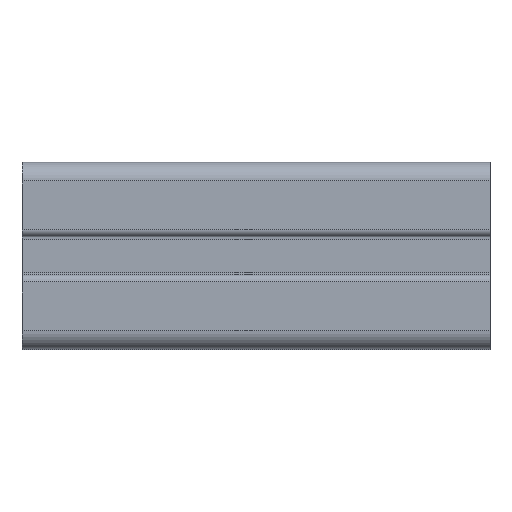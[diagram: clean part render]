
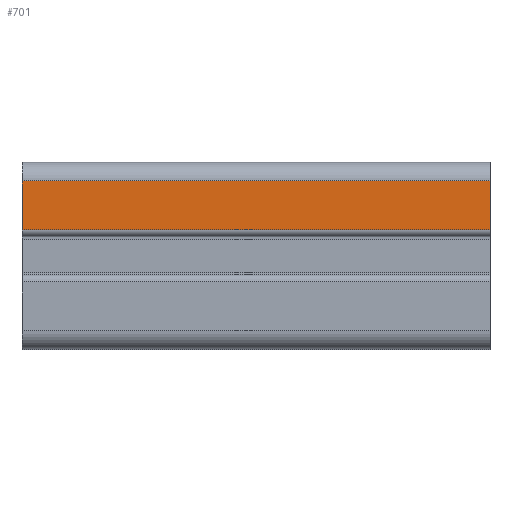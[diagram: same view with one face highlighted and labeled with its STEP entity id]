
A CAD part, top view. The second image highlights one B-rep face of the part: STEP entity #701.
In plain terms, the highlighted planar face has unit normal (0, 0, 1).
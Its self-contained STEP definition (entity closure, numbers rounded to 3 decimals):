
#310 = VECTOR ( 'NONE', #4020, 1000. ) ;
#418 = EDGE_CURVE ( 'NONE', #567, #3900, #4393, .T. ) ;
#454 = CARTESIAN_POINT ( 'NONE',  ( -40.816, 70.898, 20. ) ) ;
#465 = VECTOR ( 'NONE', #2749, 1000. ) ;
#564 = CARTESIAN_POINT ( 'NONE',  ( -40.816, 60.448, 20. ) ) ;
#567 = VERTEX_POINT ( 'NONE', #1760 ) ;
#701 = ADVANCED_FACE ( 'NONE', ( #3430 ), #2719, .F. ) ;
#834 = DIRECTION ( 'NONE',  ( 0., 0., -1. ) ) ;
#1382 = AXIS2_PLACEMENT_3D ( 'NONE', #2353, #834, #3164 ) ;
#1411 = CARTESIAN_POINT ( 'NONE',  ( 59.184, 70.898, 20. ) ) ;
#1445 = LINE ( 'NONE', #1411, #1503 ) ;
#1503 = VECTOR ( 'NONE', #2194, 1000. ) ;
#1571 = EDGE_CURVE ( 'NONE', #4001, #4113, #3413, .T. ) ;
#1760 = CARTESIAN_POINT ( 'NONE',  ( 59.184, 60.448, 20. ) ) ;
#1767 = CARTESIAN_POINT ( 'NONE',  ( 59.184, 70.898, 20. ) ) ;
#1803 = ORIENTED_EDGE ( 'NONE', *, *, #418, .F. ) ;
#1913 = ORIENTED_EDGE ( 'NONE', *, *, #1571, .T. ) ;
#2122 = ORIENTED_EDGE ( 'NONE', *, *, #4239, .F. ) ;
#2194 = DIRECTION ( 'NONE',  ( 0., -1., 0. ) ) ;
#2353 = CARTESIAN_POINT ( 'NONE',  ( 59.184, 70.898, 20. ) ) ;
#2447 = ORIENTED_EDGE ( 'NONE', *, *, #4400, .T. ) ;
#2642 = CARTESIAN_POINT ( 'NONE',  ( -40.816, 70.898, 20. ) ) ;
#2719 = PLANE ( 'NONE',  #1382 ) ;
#2749 = DIRECTION ( 'NONE',  ( 0., -1., 0. ) ) ;
#3164 = DIRECTION ( 'NONE',  ( -1., 0., 0. ) ) ;
#3413 = LINE ( 'NONE', #1767, #3904 ) ;
#3430 = FACE_OUTER_BOUND ( 'NONE', #4950, .T. ) ;
#3708 = CARTESIAN_POINT ( 'NONE',  ( 59.184, 70.898, 20. ) ) ;
#3900 = VERTEX_POINT ( 'NONE', #564 ) ;
#3904 = VECTOR ( 'NONE', #4500, 1000. ) ;
#4001 = VERTEX_POINT ( 'NONE', #3708 ) ;
#4020 = DIRECTION ( 'NONE',  ( -1., 0., 0. ) ) ;
#4113 = VERTEX_POINT ( 'NONE', #2642 ) ;
#4239 = EDGE_CURVE ( 'NONE', #4001, #567, #1445, .T. ) ;
#4364 = CARTESIAN_POINT ( 'NONE',  ( 59.184, 60.448, 20. ) ) ;
#4393 = LINE ( 'NONE', #4364, #310 ) ;
#4400 = EDGE_CURVE ( 'NONE', #4113, #3900, #4727, .T. ) ;
#4500 = DIRECTION ( 'NONE',  ( -1., 0., 0. ) ) ;
#4727 = LINE ( 'NONE', #454, #465 ) ;
#4950 = EDGE_LOOP ( 'NONE', ( #2447, #1803, #2122, #1913 ) ) ;
